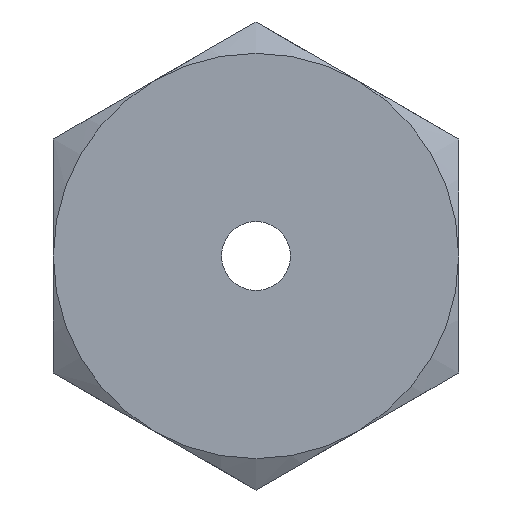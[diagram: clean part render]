
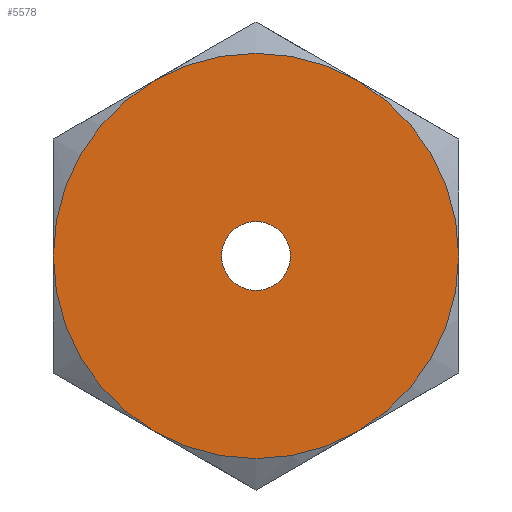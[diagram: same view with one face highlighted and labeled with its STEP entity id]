
A CAD part, left-side view. The second image highlights one B-rep face of the part: STEP entity #5578.
In plain terms, the highlighted planar face has unit normal (-1, 0, 0).
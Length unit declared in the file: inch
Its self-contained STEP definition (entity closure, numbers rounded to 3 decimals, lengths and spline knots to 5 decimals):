
#2474=CARTESIAN_POINT('',(-0.1,0.06175,
-0.10695));
#2489=CARTESIAN_POINT('',(-0.1,0.1235,0.));
#2518=CARTESIAN_POINT('',(-0.1,0.06175,
0.10695));
#2533=CARTESIAN_POINT('',(-0.1,0.,0.));
#2534=DIRECTION('',(-1.,0.,0.));
#2535=DIRECTION('',(0.,1.,0.));
#2536=AXIS2_PLACEMENT_3D('',#2533,#2534,#2535);
#2538=CARTESIAN_POINT('',(-0.1,0.,0.));
#2539=DIRECTION('',(-1.,0.,0.));
#2540=DIRECTION('',(0.,0.5,0.866));
#2541=AXIS2_PLACEMENT_3D('',#2538,#2539,#2540);
#2543=CARTESIAN_POINT('',(-0.1,0.,0.));
#2544=DIRECTION('',(-1.,0.,0.));
#2545=DIRECTION('',(0.,-0.5,0.866));
#2546=AXIS2_PLACEMENT_3D('',#2543,#2544,#2545);
#2548=CARTESIAN_POINT('',(-0.1,0.,0.));
#2549=DIRECTION('',(-1.,0.,0.));
#2550=DIRECTION('',(0.,-1.,0.));
#2551=AXIS2_PLACEMENT_3D('',#2548,#2549,#2550);
#2553=CARTESIAN_POINT('',(-0.1,0.,0.));
#2554=DIRECTION('',(-1.,0.,0.));
#2555=DIRECTION('',(0.,-0.5,-0.866));
#2556=AXIS2_PLACEMENT_3D('',#2553,#2554,#2555);
#2558=CARTESIAN_POINT('',(-0.1,0.,0.));
#2559=DIRECTION('',(-1.,0.,0.));
#2560=DIRECTION('',(0.,0.5,-0.866));
#2561=AXIS2_PLACEMENT_3D('',#2558,#2559,#2560);
#2563=CARTESIAN_POINT('',(-0.1,0.,0.));
#2564=DIRECTION('',(1.,0.,0.));
#2565=DIRECTION('',(0.,-1.,0.));
#2566=AXIS2_PLACEMENT_3D('',#2563,#2564,#2565);
#2568=CARTESIAN_POINT('',(-0.1,0.,0.));
#2569=DIRECTION('',(1.,0.,0.));
#2570=DIRECTION('',(0.,1.,0.));
#2571=AXIS2_PLACEMENT_3D('',#2568,#2569,#2570);
#2588=CARTESIAN_POINT('',(-0.1,-0.06175,
0.10695));
#2610=CARTESIAN_POINT('',(-0.1,-0.1235,0.));
#2632=CARTESIAN_POINT('',(-0.1,-0.06175,
-0.10695));
#2756=VERTEX_POINT('',#2474);
#2758=VERTEX_POINT('',#2489);
#2761=VERTEX_POINT('',#2518);
#2763=VERTEX_POINT('',#2588);
#2765=VERTEX_POINT('',#2610);
#2766=VERTEX_POINT('',#2632);
#2771=CARTESIAN_POINT('',(-0.1,-0.021,0.));
#2772=CARTESIAN_POINT('',(-0.1,0.021,0.));
#2773=VERTEX_POINT('',#2771);
#2774=VERTEX_POINT('',#2772);
#5559=CARTESIAN_POINT('',(-0.1,0.,0.));
#5560=DIRECTION('',(1.,0.,0.));
#5561=DIRECTION('',(0.,1.,0.));
#5562=AXIS2_PLACEMENT_3D('',#5559,#5560,#5561);
#5563=PLANE('',#5562);
#5564=ORIENTED_EDGE('',*,*,#5457,.F.);
#5565=ORIENTED_EDGE('',*,*,#5527,.F.);
#5566=ORIENTED_EDGE('',*,*,#5540,.F.);
#5567=ORIENTED_EDGE('',*,*,#5554,.F.);
#5568=ORIENTED_EDGE('',*,*,#5484,.F.);
#5569=ORIENTED_EDGE('',*,*,#5468,.F.);
#5570=EDGE_LOOP('',(#5564,#5565,#5566,#5567,#5568,#5569));
#5571=FACE_OUTER_BOUND('',#5570,.F.);
#5573=ORIENTED_EDGE('',*,*,#5572,.F.);
#5575=ORIENTED_EDGE('',*,*,#5574,.F.);
#5576=EDGE_LOOP('',(#5573,#5575));
#5577=FACE_BOUND('',#5576,.F.);
#2537=CIRCLE('',#2536,0.1235);
#2542=CIRCLE('',#2541,0.1235);
#2547=CIRCLE('',#2546,0.1235);
#2552=CIRCLE('',#2551,0.1235);
#2557=CIRCLE('',#2556,0.1235);
#2562=CIRCLE('',#2561,0.1235);
#2567=CIRCLE('',#2566,0.021);
#2572=CIRCLE('',#2571,0.021);
#5457=EDGE_CURVE('',#2758,#2756,#2537,.T.);
#5468=EDGE_CURVE('',#2756,#2766,#2562,.T.);
#5484=EDGE_CURVE('',#2766,#2765,#2557,.T.);
#5527=EDGE_CURVE('',#2761,#2758,#2542,.T.);
#5540=EDGE_CURVE('',#2763,#2761,#2547,.T.);
#5554=EDGE_CURVE('',#2765,#2763,#2552,.T.);
#5572=EDGE_CURVE('',#2773,#2774,#2567,.T.);
#5574=EDGE_CURVE('',#2774,#2773,#2572,.T.);
#5578=ADVANCED_FACE('',(#5571,#5577),#5563,.F.);
